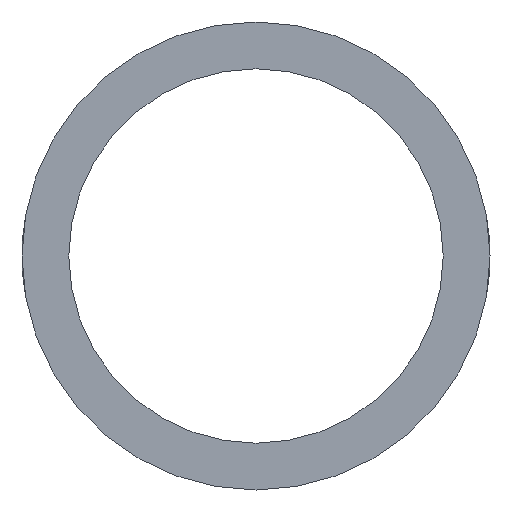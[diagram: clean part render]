
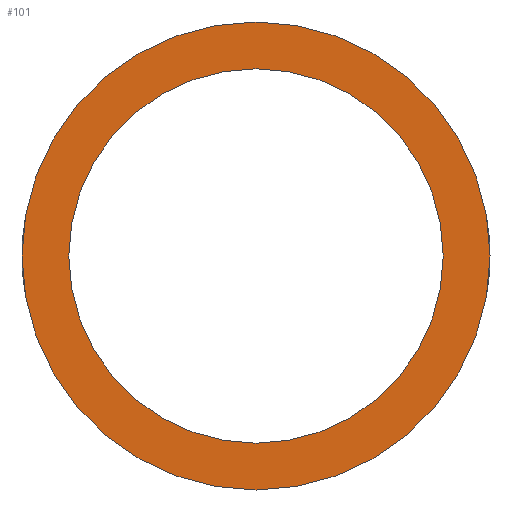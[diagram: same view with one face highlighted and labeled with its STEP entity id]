
A CAD part, front view. The second image highlights one B-rep face of the part: STEP entity #101.
In plain terms, the highlighted planar face has unit normal (0, -1, 0).
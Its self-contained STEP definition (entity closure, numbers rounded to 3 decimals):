
#8 = EDGE_CURVE ( 'NONE', #482, #480, #524, .T. ) ;
#19 = PLANE ( 'NONE',  #55 ) ;
#55 = AXIS2_PLACEMENT_3D ( 'NONE', #170, #95, #450 ) ;
#57 = DIRECTION ( 'NONE',  ( 0., 1., 0. ) ) ;
#58 = ORIENTED_EDGE ( 'NONE', *, *, #234, .T. ) ;
#95 = DIRECTION ( 'NONE',  ( 0., 1., 0. ) ) ;
#101 = ADVANCED_FACE ( 'NONE', ( #730, #102 ), #19, .F. ) ;
#102 = FACE_BOUND ( 'NONE', #144, .T. ) ;
#118 = DIRECTION ( 'NONE',  ( 0., 1., 0. ) ) ;
#126 = ORIENTED_EDGE ( 'NONE', *, *, #477, .F. ) ;
#139 = AXIS2_PLACEMENT_3D ( 'NONE', #571, #504, #800 ) ;
#144 = EDGE_LOOP ( 'NONE', ( #58, #158 ) ) ;
#153 = CARTESIAN_POINT ( 'NONE',  ( 0., 0., 0. ) ) ;
#157 = DIRECTION ( 'NONE',  ( 0., 1., 0. ) ) ;
#158 = ORIENTED_EDGE ( 'NONE', *, *, #8, .T. ) ;
#170 = CARTESIAN_POINT ( 'NONE',  ( 0., 0., 0. ) ) ;
#175 = AXIS2_PLACEMENT_3D ( 'NONE', #153, #157, #713 ) ;
#177 = EDGE_CURVE ( 'NONE', #572, #289, #845, .T. ) ;
#228 = AXIS2_PLACEMENT_3D ( 'NONE', #396, #118, #600 ) ;
#234 = EDGE_CURVE ( 'NONE', #480, #482, #900, .T. ) ;
#273 = CARTESIAN_POINT ( 'NONE',  ( 0., 0., -20. ) ) ;
#289 = VERTEX_POINT ( 'NONE', #273 ) ;
#332 = AXIS2_PLACEMENT_3D ( 'NONE', #701, #57, #615 ) ;
#355 = CARTESIAN_POINT ( 'NONE',  ( 0., 0., 20. ) ) ;
#396 = CARTESIAN_POINT ( 'NONE',  ( 0., 0., 0. ) ) ;
#450 = DIRECTION ( 'NONE',  ( 0., 0., 1. ) ) ;
#477 = EDGE_CURVE ( 'NONE', #289, #572, #606, .T. ) ;
#480 = VERTEX_POINT ( 'NONE', #895 ) ;
#482 = VERTEX_POINT ( 'NONE', #614 ) ;
#504 = DIRECTION ( 'NONE',  ( 0., 1., 0. ) ) ;
#524 = CIRCLE ( 'NONE', #332, 16. ) ;
#571 = CARTESIAN_POINT ( 'NONE',  ( 0., 0., 0. ) ) ;
#572 = VERTEX_POINT ( 'NONE', #355 ) ;
#600 = DIRECTION ( 'NONE',  ( 0., 0., 1. ) ) ;
#606 = CIRCLE ( 'NONE', #228, 20. ) ;
#614 = CARTESIAN_POINT ( 'NONE',  ( 0., 0., 16. ) ) ;
#615 = DIRECTION ( 'NONE',  ( 0., 0., 1. ) ) ;
#701 = CARTESIAN_POINT ( 'NONE',  ( 0., 0., 0. ) ) ;
#713 = DIRECTION ( 'NONE',  ( 0., 0., 1. ) ) ;
#721 = EDGE_LOOP ( 'NONE', ( #126, #853 ) ) ;
#730 = FACE_OUTER_BOUND ( 'NONE', #721, .T. ) ;
#800 = DIRECTION ( 'NONE',  ( 0., 0., 1. ) ) ;
#845 = CIRCLE ( 'NONE', #175, 20. ) ;
#853 = ORIENTED_EDGE ( 'NONE', *, *, #177, .F. ) ;
#895 = CARTESIAN_POINT ( 'NONE',  ( 0., 0., -16. ) ) ;
#900 = CIRCLE ( 'NONE', #139, 16. ) ;
